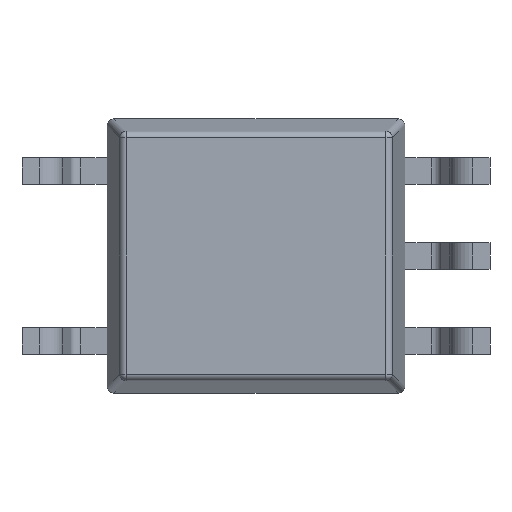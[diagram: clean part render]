
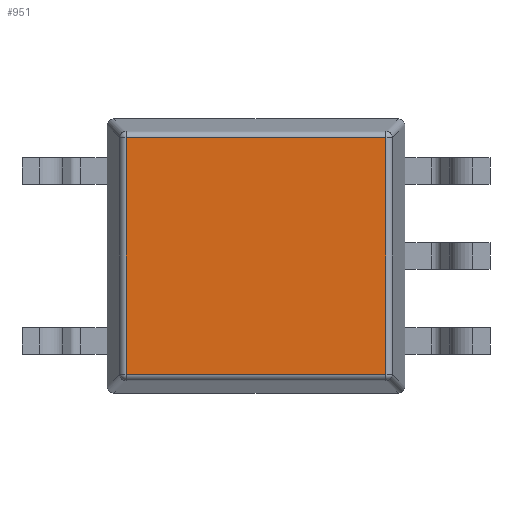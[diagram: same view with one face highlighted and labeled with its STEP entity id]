
A CAD part, front view. The second image highlights one B-rep face of the part: STEP entity #951.
In plain terms, the highlighted planar face has unit normal (0, -1, 0).
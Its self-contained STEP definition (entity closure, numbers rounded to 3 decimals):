
#155=FACE_OUTER_BOUND('',#211,.T.);
#211=EDGE_LOOP('',(#839,#840,#841,#842));
#280=LINE('',#1533,#356);
#312=LINE('',#1665,#388);
#316=LINE('',#1671,#392);
#318=LINE('',#1674,#394);
#356=VECTOR('',#1219,10.);
#388=VECTOR('',#1363,10.);
#392=VECTOR('',#1371,10.);
#394=VECTOR('',#1375,10.);
#428=VERTEX_POINT('',#1505);
#431=VERTEX_POINT('',#1512);
#433=VERTEX_POINT('',#1518);
#436=VERTEX_POINT('',#1525);
#532=EDGE_CURVE('',#436,#431,#280,.T.);
#600=EDGE_CURVE('',#433,#436,#312,.T.);
#604=EDGE_CURVE('',#428,#433,#316,.T.);
#606=EDGE_CURVE('',#431,#428,#318,.T.);
#839=ORIENTED_EDGE('',*,*,#532,.F.);
#840=ORIENTED_EDGE('',*,*,#600,.F.);
#841=ORIENTED_EDGE('',*,*,#604,.F.);
#842=ORIENTED_EDGE('',*,*,#606,.F.);
#895=PLANE('',#1091);
#951=ADVANCED_FACE('',(#155),#895,.T.);
#1091=AXIS2_PLACEMENT_3D('',#1687,#1394,#1395);
#1219=DIRECTION('',(0.,0.,-1.));
#1363=DIRECTION('',(1.,0.,0.));
#1371=DIRECTION('',(0.,0.,1.));
#1375=DIRECTION('',(-1.,0.,0.));
#1394=DIRECTION('center_axis',(0.,-1.,0.));
#1395=DIRECTION('ref_axis',(1.,0.,0.));
#1505=CARTESIAN_POINT('',(-1.943,0.2,-1.768));
#1512=CARTESIAN_POINT('',(1.943,0.2,-1.768));
#1518=CARTESIAN_POINT('',(-1.943,0.2,1.768));
#1525=CARTESIAN_POINT('',(1.943,0.2,1.768));
#1533=CARTESIAN_POINT('',(1.943,0.2,0.));
#1665=CARTESIAN_POINT('',(-1.669,0.2,1.768));
#1671=CARTESIAN_POINT('',(-1.943,0.2,0.));
#1674=CARTESIAN_POINT('',(-1.669,0.2,-1.768));
#1687=CARTESIAN_POINT('Origin',(-2.225,0.2,0.));
